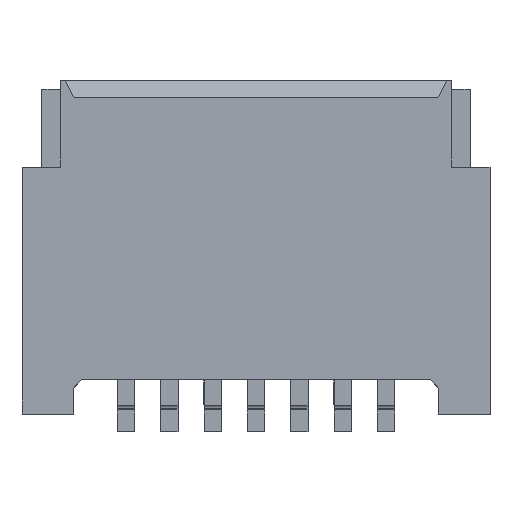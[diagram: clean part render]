
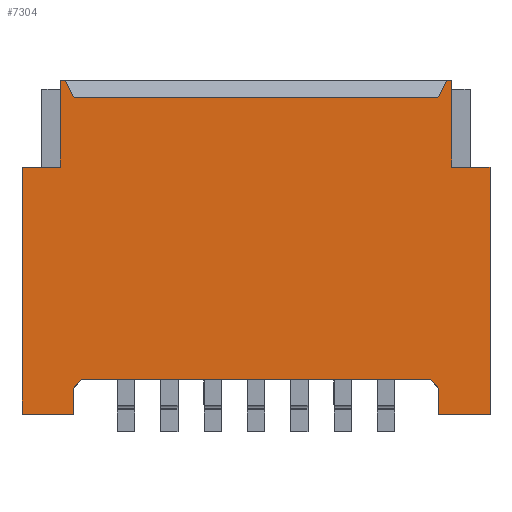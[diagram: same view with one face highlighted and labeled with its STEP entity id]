
A CAD part, top view. The second image highlights one B-rep face of the part: STEP entity #7304.
In plain terms, the highlighted planar face has unit normal (0, 0, 1).
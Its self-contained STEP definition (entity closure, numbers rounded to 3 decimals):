
#31 = EDGE_CURVE ( 'NONE', #4512, #446, #1731, .T. ) ;
#61 = VECTOR ( 'NONE', #3706, 1000. ) ;
#65 = VECTOR ( 'NONE', #4553, 1000. ) ;
#78 = ORIENTED_EDGE ( 'NONE', *, *, #1167, .T. ) ;
#202 = LINE ( 'NONE', #1624, #7545 ) ;
#262 = DIRECTION ( 'NONE',  ( 0., 1., 0. ) ) ;
#424 = CARTESIAN_POINT ( 'NONE',  ( -7.14, -3.55, 1.45 ) ) ;
#446 = VERTEX_POINT ( 'NONE', #5792 ) ;
#498 = CARTESIAN_POINT ( 'NONE',  ( -5.75, -3.45, 1.45 ) ) ;
#577 = DIRECTION ( 'NONE',  ( 1., 0., 0. ) ) ;
#743 = LINE ( 'NONE', #6427, #8537 ) ;
#826 = LINE ( 'NONE', #4577, #6043 ) ;
#908 = VECTOR ( 'NONE', #6530, 1000. ) ;
#921 = EDGE_CURVE ( 'NONE', #8631, #7434, #743, .T. ) ;
#1020 = ORIENTED_EDGE ( 'NONE', *, *, #6581, .T. ) ;
#1071 = LINE ( 'NONE', #6313, #2122 ) ;
#1074 = CARTESIAN_POINT ( 'NONE',  ( -11.35, -0.2, 1.45 ) ) ;
#1167 = EDGE_CURVE ( 'NONE', #3009, #5700, #7881, .T. ) ;
#1183 = VECTOR ( 'NONE', #3183, 1000. ) ;
#1229 = CARTESIAN_POINT ( 'NONE',  ( -11.51, -1.925, 1.45 ) ) ;
#1336 = DIRECTION ( 'NONE',  ( 0., -1., 0. ) ) ;
#1565 = VECTOR ( 'NONE', #2563, 1000. ) ;
#1580 = VECTOR ( 'NONE', #7287, 1000. ) ;
#1624 = CARTESIAN_POINT ( 'NONE',  ( -5.75, -0.2, 1.45 ) ) ;
#1633 = VERTEX_POINT ( 'NONE', #5056 ) ;
#1645 = ORIENTED_EDGE ( 'NONE', *, *, #4801, .F. ) ;
#1731 = LINE ( 'NONE', #3053, #6312 ) ;
#1807 = LINE ( 'NONE', #3968, #7033 ) ;
#1819 = EDGE_CURVE ( 'NONE', #6565, #3010, #826, .T. ) ;
#1829 = ORIENTED_EDGE ( 'NONE', *, *, #5911, .F. ) ;
#1889 = VECTOR ( 'NONE', #3020, 1000. ) ;
#1921 = CARTESIAN_POINT ( 'NONE',  ( -11.36, -3.55, 1.45 ) ) ;
#2122 = VECTOR ( 'NONE', #262, 1000. ) ;
#2126 = EDGE_CURVE ( 'NONE', #2467, #2994, #2820, .T. ) ;
#2351 = EDGE_CURVE ( 'NONE', #2885, #6705, #5168, .T. ) ;
#2402 = VECTOR ( 'NONE', #3368, 1000. ) ;
#2467 = VERTEX_POINT ( 'NONE', #2667 ) ;
#2470 = CARTESIAN_POINT ( 'NONE',  ( -7.125, -0.15, 1.45 ) ) ;
#2528 = DIRECTION ( 'NONE',  ( 0., 1., 0. ) ) ;
#2563 = DIRECTION ( 'NONE',  ( 0., -1., 0. ) ) ;
#2625 = LINE ( 'NONE', #8837, #2402 ) ;
#2667 = CARTESIAN_POINT ( 'NONE',  ( -6.55, -1., 1.45 ) ) ;
#2715 = ORIENTED_EDGE ( 'NONE', *, *, #7034, .T. ) ;
#2820 = LINE ( 'NONE', #4063, #3140 ) ;
#2885 = VERTEX_POINT ( 'NONE', #424 ) ;
#2894 = ORIENTED_EDGE ( 'NONE', *, *, #8030, .T. ) ;
#2918 = VERTEX_POINT ( 'NONE', #5069 ) ;
#2962 = CARTESIAN_POINT ( 'NONE',  ( -11.45, 0., 1.45 ) ) ;
#2994 = VERTEX_POINT ( 'NONE', #6537 ) ;
#3009 = VERTEX_POINT ( 'NONE', #7926 ) ;
#3010 = VERTEX_POINT ( 'NONE', #3157 ) ;
#3020 = DIRECTION ( 'NONE',  ( -0.447, 0.894, 0. ) ) ;
#3053 = CARTESIAN_POINT ( 'NONE',  ( -5.75, -3.85, 1.45 ) ) ;
#3140 = VECTOR ( 'NONE', #1336, 1000. ) ;
#3157 = CARTESIAN_POINT ( 'NONE',  ( -6.99, 0., 1.45 ) ) ;
#3183 = DIRECTION ( 'NONE',  ( 0.447, 0.894, 0. ) ) ;
#3339 = VERTEX_POINT ( 'NONE', #4975 ) ;
#3347 = CARTESIAN_POINT ( 'NONE',  ( -11.95, -3.85, 1.45 ) ) ;
#3368 = DIRECTION ( 'NONE',  ( -1., 0., 0. ) ) ;
#3560 = LINE ( 'NONE', #5761, #65 ) ;
#3621 = EDGE_CURVE ( 'NONE', #446, #3009, #1807, .T. ) ;
#3638 = CARTESIAN_POINT ( 'NONE',  ( -5.75, 0., 1.45 ) ) ;
#3646 = ORIENTED_EDGE ( 'NONE', *, *, #2351, .F. ) ;
#3703 = VECTOR ( 'NONE', #8009, 1000. ) ;
#3706 = DIRECTION ( 'NONE',  ( -1., 0., 0. ) ) ;
#3870 = CARTESIAN_POINT ( 'NONE',  ( -7.14, -3.55, 1.45 ) ) ;
#3877 = CARTESIAN_POINT ( 'NONE',  ( -7.05, 0., 1.45 ) ) ;
#3968 = CARTESIAN_POINT ( 'NONE',  ( -11.36, -1.925, 1.45 ) ) ;
#4063 = CARTESIAN_POINT ( 'NONE',  ( -6.55, -1.925, 1.45 ) ) ;
#4065 = EDGE_CURVE ( 'NONE', #3010, #1633, #7137, .T. ) ;
#4151 = LINE ( 'NONE', #6609, #1580 ) ;
#4213 = CARTESIAN_POINT ( 'NONE',  ( -11.51, 0., 1.45 ) ) ;
#4427 = FACE_OUTER_BOUND ( 'NONE', #5996, .T. ) ;
#4512 = VERTEX_POINT ( 'NONE', #5650 ) ;
#4553 = DIRECTION ( 'NONE',  ( 0., -1., 0. ) ) ;
#4577 = CARTESIAN_POINT ( 'NONE',  ( -12.75, 0., 1.45 ) ) ;
#4801 = EDGE_CURVE ( 'NONE', #1633, #2467, #4151, .T. ) ;
#4844 = ORIENTED_EDGE ( 'NONE', *, *, #4065, .F. ) ;
#4975 = CARTESIAN_POINT ( 'NONE',  ( -7.14, -3.85, 1.45 ) ) ;
#5056 = CARTESIAN_POINT ( 'NONE',  ( -6.99, -1., 1.45 ) ) ;
#5069 = CARTESIAN_POINT ( 'NONE',  ( -7.15, -0.2, 1.45 ) ) ;
#5084 = CARTESIAN_POINT ( 'NONE',  ( -6.99, -1.925, 1.45 ) ) ;
#5132 = EDGE_CURVE ( 'NONE', #5700, #6705, #7559, .T. ) ;
#5155 = LINE ( 'NONE', #3638, #61 ) ;
#5168 = LINE ( 'NONE', #3870, #908 ) ;
#5275 = ORIENTED_EDGE ( 'NONE', *, *, #6301, .F. ) ;
#5300 = LINE ( 'NONE', #1229, #1565 ) ;
#5361 = AXIS2_PLACEMENT_3D ( 'NONE', #3347, #8150, #577 ) ;
#5418 = PLANE ( 'NONE',  #5361 ) ;
#5582 = VERTEX_POINT ( 'NONE', #2962 ) ;
#5650 = CARTESIAN_POINT ( 'NONE',  ( -11.95, -3.85, 1.45 ) ) ;
#5673 = ORIENTED_EDGE ( 'NONE', *, *, #6110, .F. ) ;
#5700 = VERTEX_POINT ( 'NONE', #5929 ) ;
#5727 = DIRECTION ( 'NONE',  ( -1., 0., 0. ) ) ;
#5761 = CARTESIAN_POINT ( 'NONE',  ( -11.95, -1.925, 1.45 ) ) ;
#5792 = CARTESIAN_POINT ( 'NONE',  ( -11.36, -3.85, 1.45 ) ) ;
#5911 = EDGE_CURVE ( 'NONE', #2994, #3339, #2625, .T. ) ;
#5929 = CARTESIAN_POINT ( 'NONE',  ( -11.26, -3.45, 1.45 ) ) ;
#5996 = EDGE_LOOP ( 'NONE', ( #8751, #3646, #5673, #1829, #8393, #1645, #4844, #6846, #5275, #2715, #7716, #2894, #1020, #6284, #7923, #7481, #8222, #78 ) ) ;
#6043 = VECTOR ( 'NONE', #8120, 1000. ) ;
#6046 = VERTEX_POINT ( 'NONE', #4213 ) ;
#6110 = EDGE_CURVE ( 'NONE', #3339, #2885, #1071, .T. ) ;
#6182 = LINE ( 'NONE', #2470, #1183 ) ;
#6284 = ORIENTED_EDGE ( 'NONE', *, *, #921, .T. ) ;
#6301 = EDGE_CURVE ( 'NONE', #2918, #6565, #6182, .T. ) ;
#6312 = VECTOR ( 'NONE', #7793, 1000. ) ;
#6313 = CARTESIAN_POINT ( 'NONE',  ( -7.14, -1.925, 1.45 ) ) ;
#6405 = EDGE_CURVE ( 'NONE', #7074, #5582, #6607, .T. ) ;
#6427 = CARTESIAN_POINT ( 'NONE',  ( -5.75, -1., 1.45 ) ) ;
#6530 = DIRECTION ( 'NONE',  ( -0.707, 0.707, 0. ) ) ;
#6537 = CARTESIAN_POINT ( 'NONE',  ( -6.55, -3.85, 1.45 ) ) ;
#6547 = DIRECTION ( 'NONE',  ( 0., -1., 0. ) ) ;
#6565 = VERTEX_POINT ( 'NONE', #3877 ) ;
#6581 = EDGE_CURVE ( 'NONE', #6046, #8631, #5300, .T. ) ;
#6607 = LINE ( 'NONE', #7916, #1889 ) ;
#6609 = CARTESIAN_POINT ( 'NONE',  ( -12.75, -1., 1.45 ) ) ;
#6705 = VERTEX_POINT ( 'NONE', #6884 ) ;
#6846 = ORIENTED_EDGE ( 'NONE', *, *, #1819, .F. ) ;
#6884 = CARTESIAN_POINT ( 'NONE',  ( -7.24, -3.45, 1.45 ) ) ;
#7033 = VECTOR ( 'NONE', #2528, 1000. ) ;
#7034 = EDGE_CURVE ( 'NONE', #2918, #7074, #202, .T. ) ;
#7074 = VERTEX_POINT ( 'NONE', #1074 ) ;
#7093 = DIRECTION ( 'NONE',  ( -1., 0., 0. ) ) ;
#7137 = LINE ( 'NONE', #5084, #8335 ) ;
#7287 = DIRECTION ( 'NONE',  ( 1., 0., 0. ) ) ;
#7304 = ADVANCED_FACE ( 'NONE', ( #4427 ), #5418, .T. ) ;
#7434 = VERTEX_POINT ( 'NONE', #8212 ) ;
#7481 = ORIENTED_EDGE ( 'NONE', *, *, #31, .T. ) ;
#7545 = VECTOR ( 'NONE', #7093, 1000. ) ;
#7559 = LINE ( 'NONE', #498, #3703 ) ;
#7716 = ORIENTED_EDGE ( 'NONE', *, *, #6405, .T. ) ;
#7793 = DIRECTION ( 'NONE',  ( 1., 0., 0. ) ) ;
#7881 = LINE ( 'NONE', #1921, #7993 ) ;
#7916 = CARTESIAN_POINT ( 'NONE',  ( -11.375, -0.15, 1.45 ) ) ;
#7923 = ORIENTED_EDGE ( 'NONE', *, *, #8793, .T. ) ;
#7926 = CARTESIAN_POINT ( 'NONE',  ( -11.36, -3.55, 1.45 ) ) ;
#7993 = VECTOR ( 'NONE', #8760, 1000. ) ;
#8009 = DIRECTION ( 'NONE',  ( 1., 0., 0. ) ) ;
#8030 = EDGE_CURVE ( 'NONE', #5582, #6046, #5155, .T. ) ;
#8120 = DIRECTION ( 'NONE',  ( 1., 0., 0. ) ) ;
#8150 = DIRECTION ( 'NONE',  ( 0., 0., 1. ) ) ;
#8212 = CARTESIAN_POINT ( 'NONE',  ( -11.95, -1., 1.45 ) ) ;
#8222 = ORIENTED_EDGE ( 'NONE', *, *, #3621, .T. ) ;
#8335 = VECTOR ( 'NONE', #6547, 1000. ) ;
#8393 = ORIENTED_EDGE ( 'NONE', *, *, #2126, .F. ) ;
#8523 = CARTESIAN_POINT ( 'NONE',  ( -11.51, -1., 1.45 ) ) ;
#8537 = VECTOR ( 'NONE', #5727, 1000. ) ;
#8631 = VERTEX_POINT ( 'NONE', #8523 ) ;
#8751 = ORIENTED_EDGE ( 'NONE', *, *, #5132, .T. ) ;
#8760 = DIRECTION ( 'NONE',  ( 0.707, 0.707, 0. ) ) ;
#8793 = EDGE_CURVE ( 'NONE', #7434, #4512, #3560, .T. ) ;
#8837 = CARTESIAN_POINT ( 'NONE',  ( -12.75, -3.85, 1.45 ) ) ;
